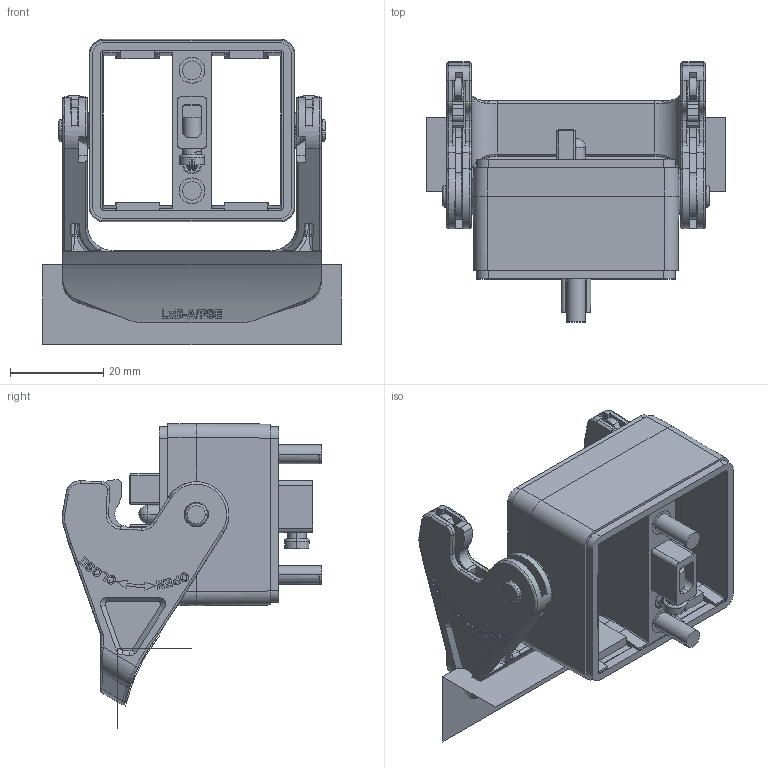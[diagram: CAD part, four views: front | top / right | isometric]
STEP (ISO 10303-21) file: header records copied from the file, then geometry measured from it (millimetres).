
FILE_DESCRIPTION((''),'2;1');
FILE_NAME('3','2021-10-23T',('lj.zou'),(''),'PRO/ENGINEER BY PARAMETRIC TECHNOLOGY CORPORATION, 2012480','PRO/ENGINEER BY PARAMETRIC TECHNOLOGY CORPORATION, 2012480','');
FILE_SCHEMA(('CONFIG_CONTROL_DESIGN'));
Length unit declared in the file: millimetre
Products named in the file (1): 3
Bounding box: 64 x 55.64 x 65.31 mm (x, y, z)
Volume: 29157.5 mm3; surface area: 27011.2 mm2
Topology: 1 solids, 7 shells, 1630 faces, 4386 edges, 2807 vertices
Faces by surface type: plane 707, cylinder 355, extrusion 235, bspline 152, cone 119, torus 40, sphere 22
Entity records: 59821 total; most frequent: CARTESIAN_POINT 21365, ORIENTED_EDGE 8694, DIRECTION 6678, EDGE_CURVE 4356, VERTEX_POINT 2807, VECTOR 2602, LINE 2367, AXIS2_PLACEMENT_3D 2038
